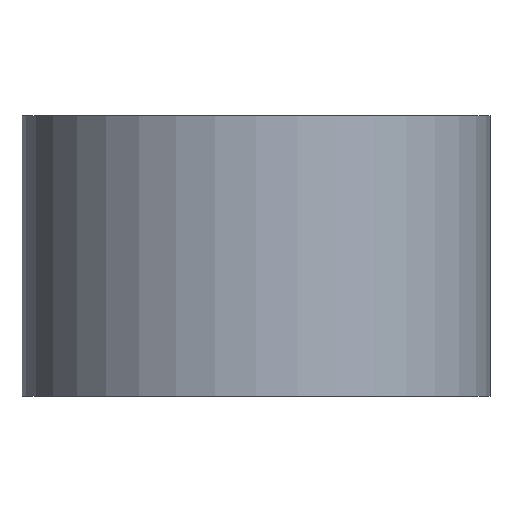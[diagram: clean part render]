
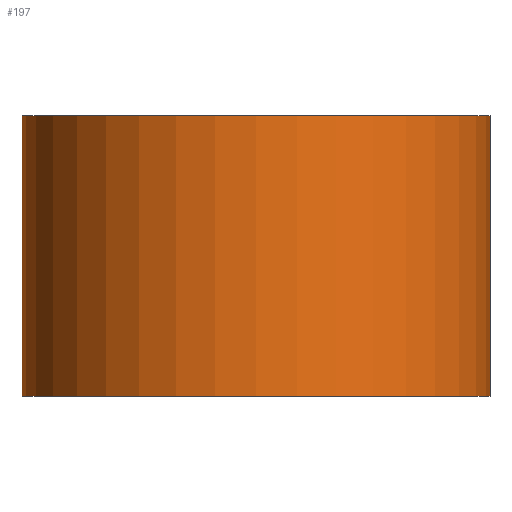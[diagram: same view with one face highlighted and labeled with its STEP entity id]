
A CAD part, front view. The second image highlights one B-rep face of the part: STEP entity #197.
In plain terms, the highlighted cylindrical face has radius 5 mm (diameter 10 mm), a partial arc.
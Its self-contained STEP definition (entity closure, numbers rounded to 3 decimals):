
#6 = EDGE_CURVE ( 'NONE', #172, #173, #83, .T. ) ;
#12 = ORIENTED_EDGE ( 'NONE', *, *, #175, .T. ) ;
#17 = AXIS2_PLACEMENT_3D ( 'NONE', #33, #90, #144 ) ;
#29 = FACE_OUTER_BOUND ( 'NONE', #66, .T. ) ;
#30 = CIRCLE ( 'NONE', #17, 5. ) ;
#33 = CARTESIAN_POINT ( 'NONE',  ( 0., 0., 3. ) ) ;
#36 = CARTESIAN_POINT ( 'NONE',  ( -5., 0., 3. ) ) ;
#37 = CYLINDRICAL_SURFACE ( 'NONE', #84, 5. ) ;
#39 = VECTOR ( 'NONE', #92, 1000. ) ;
#42 = CARTESIAN_POINT ( 'NONE',  ( 5., 0., 3. ) ) ;
#45 = CARTESIAN_POINT ( 'NONE',  ( 5., 0., -3. ) ) ;
#64 = EDGE_CURVE ( 'NONE', #172, #203, #30, .T. ) ;
#66 = EDGE_LOOP ( 'NONE', ( #205, #189, #177, #12 ) ) ;
#73 = CIRCLE ( 'NONE', #249, 5. ) ;
#83 = LINE ( 'NONE', #155, #182 ) ;
#84 = AXIS2_PLACEMENT_3D ( 'NONE', #208, #229, #193 ) ;
#90 = DIRECTION ( 'NONE',  ( 0., 0., 1. ) ) ;
#92 = DIRECTION ( 'NONE',  ( 0., 0., -1. ) ) ;
#98 = CARTESIAN_POINT ( 'NONE',  ( 0., 0., -3. ) ) ;
#112 = DIRECTION ( 'NONE',  ( 0., 0., 1. ) ) ;
#115 = EDGE_CURVE ( 'NONE', #203, #217, #187, .T. ) ;
#123 = DIRECTION ( 'NONE',  ( 0., 0., -1. ) ) ;
#144 = DIRECTION ( 'NONE',  ( 1., 0., 0. ) ) ;
#155 = CARTESIAN_POINT ( 'NONE',  ( -5., 0., 3. ) ) ;
#170 = DIRECTION ( 'NONE',  ( 1., 0., 0. ) ) ;
#172 = VERTEX_POINT ( 'NONE', #36 ) ;
#173 = VERTEX_POINT ( 'NONE', #185 ) ;
#175 = EDGE_CURVE ( 'NONE', #173, #217, #73, .T. ) ;
#177 = ORIENTED_EDGE ( 'NONE', *, *, #6, .T. ) ;
#182 = VECTOR ( 'NONE', #123, 1000. ) ;
#184 = CARTESIAN_POINT ( 'NONE',  ( 5., 0., 3. ) ) ;
#185 = CARTESIAN_POINT ( 'NONE',  ( -5., 0., -3. ) ) ;
#187 = LINE ( 'NONE', #184, #39 ) ;
#189 = ORIENTED_EDGE ( 'NONE', *, *, #64, .F. ) ;
#193 = DIRECTION ( 'NONE',  ( -1., 0., 0. ) ) ;
#197 = ADVANCED_FACE ( 'NONE', ( #29 ), #37, .T. ) ;
#203 = VERTEX_POINT ( 'NONE', #42 ) ;
#205 = ORIENTED_EDGE ( 'NONE', *, *, #115, .F. ) ;
#208 = CARTESIAN_POINT ( 'NONE',  ( 0., 0., 3. ) ) ;
#217 = VERTEX_POINT ( 'NONE', #45 ) ;
#229 = DIRECTION ( 'NONE',  ( 0., 0., -1. ) ) ;
#249 = AXIS2_PLACEMENT_3D ( 'NONE', #98, #112, #170 ) ;
